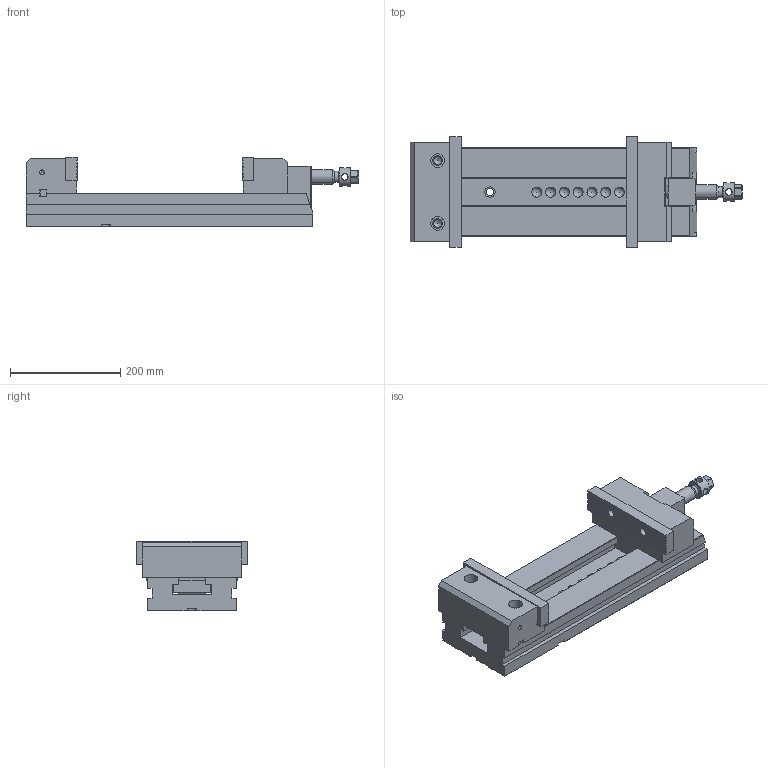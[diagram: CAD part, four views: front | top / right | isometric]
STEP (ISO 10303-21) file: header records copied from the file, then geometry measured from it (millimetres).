
FILE_DESCRIPTION(/* description */ (''),/* implementation_level */ '2;1');
FILE_NAME(/* name */ '29_200L_Mordaza.stp',/* time_stamp */ '2013-07-09T11:17:42+02:00',/* author */ (''),/* organization */ (''),/* preprocessor_version */ 'ST-DEVELOPER v11',/* originating_system */ 'SIEMENS PLM Software NX 7.5',/* authorisation */ '');
FILE_SCHEMA (('AUTOMOTIVE_DESIGN { 1 0 10303 214 1 1 1 1 }'));
Length unit declared in the file: millimetre
Products named in the file (1): 29_200L_Mordaza
Bounding box: 602 x 200 x 126.7 mm (x, y, z)
Volume: 6011002.3 mm3; surface area: 611514 mm2
Topology: 12 solids, 12 shells, 407 faces, 1106 edges, 732 vertices
Faces by surface type: plane 264, cylinder 88, cone 33, sphere 13, torus 9
Full cylindrical faces by diameter (mm): 4.351 x1, 5.188 x5, 6.985 x4, 8.4 x4, 8.782 x2, 10.579 x3, 12 x4, 12.376 x2, 13 x5, 14 x4, 14.376 x2, 15 x2, 16 x2, 16.5 x1, 17 x2, 19 x5, 20 x3, 21.25 x1, 22 x2, 25 x2, 26 x1, 30 x2, 33.8 x1, 34 x3
Entity records: 14919 total; most frequent: CARTESIAN_POINT 2381, DIRECTION 1921, ORIENTED_EDGE 1840, EDGE_CURVE 920, VERTEX_POINT 673, LINE 655, VECTOR 655, AXIS2_PLACEMENT_3D 633
